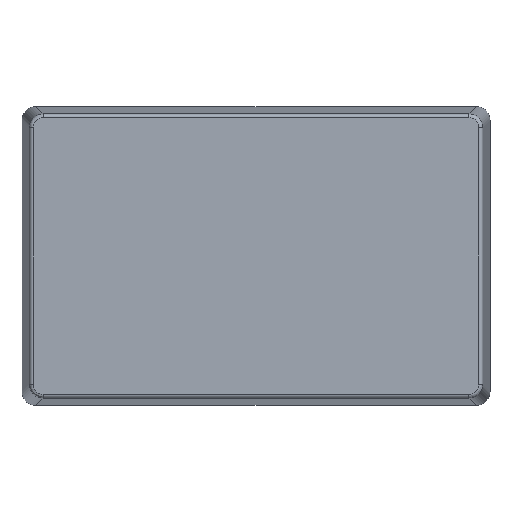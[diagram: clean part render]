
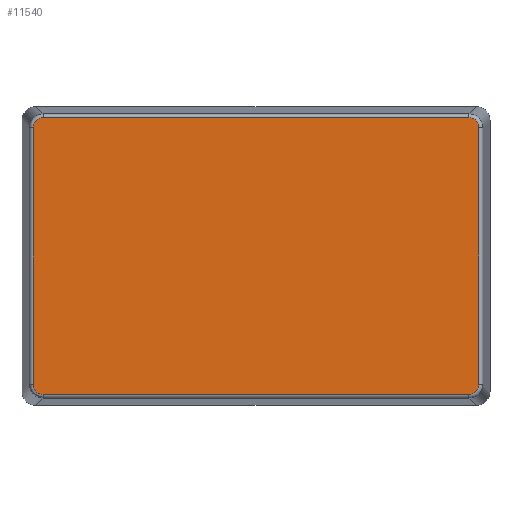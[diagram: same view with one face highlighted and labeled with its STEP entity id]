
A CAD part, front view. The second image highlights one B-rep face of the part: STEP entity #11540.
In plain terms, the highlighted face is planar.
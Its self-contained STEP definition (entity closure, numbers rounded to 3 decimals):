
#317=PLANE('',#12229);
#1526=FACE_OUTER_BOUND('',#2231,.T.);
#2231=EDGE_LOOP('',(#9122,#9123,#9124,#9125,#9126,#9127,#9128,#9129));
#2676=ELLIPSE('',#12202,4.006,4.);
#2679=ELLIPSE('',#12208,4.006,4.);
#2682=ELLIPSE('',#12214,4.006,4.);
#2685=ELLIPSE('',#12221,4.006,4.);
#3114=LINE('',#18530,#4078);
#3118=LINE('',#18577,#4082);
#3120=LINE('',#18580,#4084);
#3122=LINE('',#18583,#4086);
#4078=VECTOR('',#13653,103.126);
#4082=VECTOR('',#13671,171.126);
#4084=VECTOR('',#13675,103.126);
#4086=VECTOR('',#13679,171.126);
#5330=VERTEX_POINT('',#18427);
#5332=VERTEX_POINT('',#18431);
#5336=VERTEX_POINT('',#18471);
#5338=VERTEX_POINT('',#18475);
#5342=VERTEX_POINT('',#18515);
#5344=VERTEX_POINT('',#18519);
#5348=VERTEX_POINT('',#18562);
#5350=VERTEX_POINT('',#18566);
#6702=EDGE_CURVE('',#5332,#5330,#2676,.T.);
#6709=EDGE_CURVE('',#5338,#5336,#2679,.T.);
#6716=EDGE_CURVE('',#5344,#5342,#2682,.T.);
#6721=EDGE_CURVE('',#5330,#5344,#3114,.T.);
#6725=EDGE_CURVE('',#5350,#5348,#2685,.T.);
#6730=EDGE_CURVE('',#5342,#5350,#3118,.T.);
#6732=EDGE_CURVE('',#5348,#5338,#3120,.T.);
#6734=EDGE_CURVE('',#5336,#5332,#3122,.T.);
#9122=ORIENTED_EDGE('',*,*,#6725,.F.);
#9123=ORIENTED_EDGE('',*,*,#6730,.F.);
#9124=ORIENTED_EDGE('',*,*,#6716,.F.);
#9125=ORIENTED_EDGE('',*,*,#6721,.F.);
#9126=ORIENTED_EDGE('',*,*,#6702,.F.);
#9127=ORIENTED_EDGE('',*,*,#6734,.F.);
#9128=ORIENTED_EDGE('',*,*,#6709,.F.);
#9129=ORIENTED_EDGE('',*,*,#6732,.F.);
#11540=ADVANCED_FACE('',(#1526),#317,.F.);
#12202=AXIS2_PLACEMENT_3D('',#18433,#13614,#13615);
#12208=AXIS2_PLACEMENT_3D('',#18477,#13628,#13629);
#12214=AXIS2_PLACEMENT_3D('',#18521,#13642,#13643);
#12221=AXIS2_PLACEMENT_3D('',#18568,#13660,#13661);
#12229=AXIS2_PLACEMENT_3D('',#18588,#13686,#13687);
#13614=DIRECTION('center_axis',(0.,0.,1.));
#13615=DIRECTION('ref_axis',(-0.707,0.707,0.));
#13628=DIRECTION('center_axis',(0.,0.,1.));
#13629=DIRECTION('ref_axis',(0.707,0.707,0.));
#13642=DIRECTION('center_axis',(0.,0.,1.));
#13643=DIRECTION('ref_axis',(-0.707,-0.707,0.));
#13653=DIRECTION('',(0.,-1.,0.));
#13660=DIRECTION('center_axis',(0.,0.,1.));
#13661=DIRECTION('ref_axis',(0.707,-0.707,0.));
#13671=DIRECTION('',(1.,0.,0.));
#13675=DIRECTION('',(0.,1.,0.));
#13679=DIRECTION('',(-1.,0.,0.));
#13686=DIRECTION('center_axis',(0.,0.,1.));
#13687=DIRECTION('ref_axis',(1.,0.,0.));
#18427=CARTESIAN_POINT('',(-89.56,51.563,-78.));
#18431=CARTESIAN_POINT('',(-85.563,55.56,-78.));
#18433=CARTESIAN_POINT('Origin',(-85.557,51.557,-78.));
#18471=CARTESIAN_POINT('',(85.563,55.56,-78.));
#18475=CARTESIAN_POINT('',(89.56,51.563,-78.));
#18477=CARTESIAN_POINT('Origin',(85.557,51.557,-78.));
#18515=CARTESIAN_POINT('',(-85.563,-55.56,-78.));
#18519=CARTESIAN_POINT('',(-89.56,-51.563,-78.));
#18521=CARTESIAN_POINT('Origin',(-85.557,-51.557,-78.));
#18530=CARTESIAN_POINT('',(-89.56,0.,-78.));
#18562=CARTESIAN_POINT('',(89.56,-51.563,-78.));
#18566=CARTESIAN_POINT('',(85.563,-55.56,-78.));
#18568=CARTESIAN_POINT('Origin',(85.557,-51.557,-78.));
#18577=CARTESIAN_POINT('',(0.,-55.56,-78.));
#18580=CARTESIAN_POINT('',(89.56,0.,-78.));
#18583=CARTESIAN_POINT('',(0.,55.56,-78.));
#18588=CARTESIAN_POINT('Origin',(0.,0.,
-78.));
